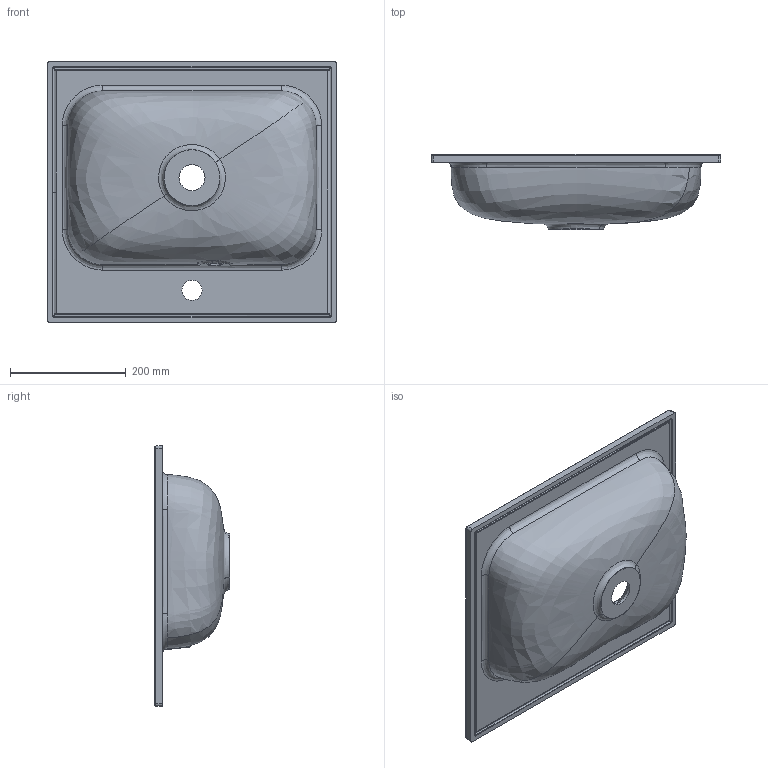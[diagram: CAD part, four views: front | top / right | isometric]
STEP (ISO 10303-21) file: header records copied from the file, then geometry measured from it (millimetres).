
FILE_DESCRIPTION (( 'STEP AP214' ), '1' );
FILE_NAME ('Della 500.STEP', '2019-12-20T07:29:24', ( '' ), ( '' ), 'SwSTEP 2.0', 'SolidWorks 2018', '' );
FILE_SCHEMA (( 'AUTOMOTIVE_DESIGN' ));
Length unit declared in the file: millimetre
Products named in the file (1): Della 500
Bounding box: 500.98 x 130 x 450.73 mm (x, y, z)
Volume: 3689614.4 mm3; surface area: 651891.1 mm2
Topology: 1 solids, 1 shells, 97 faces, 243 edges, 142 vertices
Faces by surface type: bspline 39, cylinder 33, plane 13, sphere 8, cone 4
Entity records: 30033 total; most frequent: CARTESIAN_POINT 28040, ORIENTED_EDGE 470, DIRECTION 337, EDGE_CURVE 235, VERTEX_POINT 142, AXIS2_PLACEMENT_3D 136, EDGE_LOOP 105, FACE_OUTER_BOUND 97
